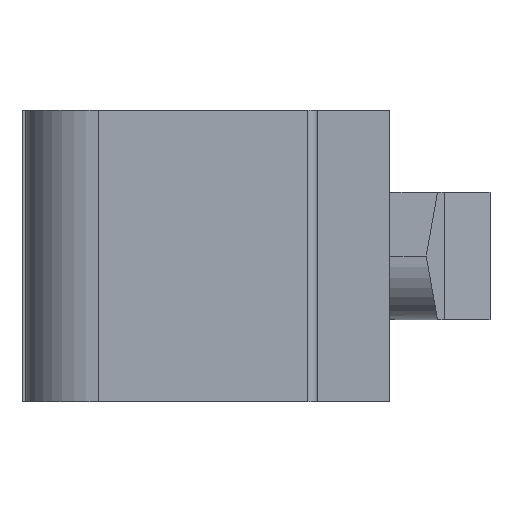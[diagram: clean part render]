
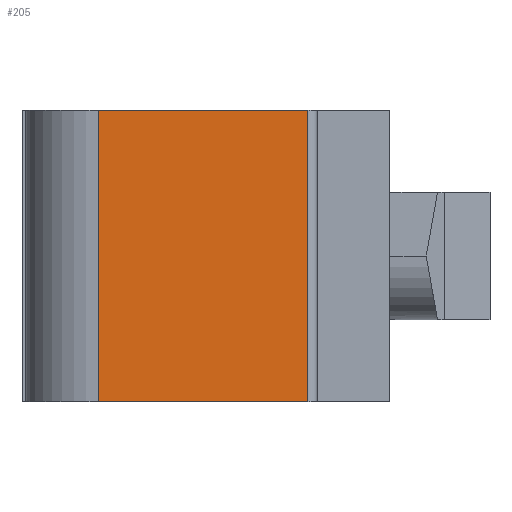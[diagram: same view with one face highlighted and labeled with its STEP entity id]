
A CAD part, left-side view. The second image highlights one B-rep face of the part: STEP entity #205.
In plain terms, the highlighted planar face has unit normal (-1, 0, 0).
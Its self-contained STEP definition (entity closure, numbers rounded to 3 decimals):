
#205 = ADVANCED_FACE( '', ( #491 ), #492, .F. );
#491 = FACE_OUTER_BOUND( '', #862, .T. );
#492 = PLANE( '', #863 );
#862 = EDGE_LOOP( '', ( #1399, #1400, #1401, #1402 ) );
#863 = AXIS2_PLACEMENT_3D( '', #1403, #1404, #1405 );
#1399 = ORIENTED_EDGE( '', *, *, #2357, .T. );
#1400 = ORIENTED_EDGE( '', *, *, #2358, .F. );
#1401 = ORIENTED_EDGE( '', *, *, #2359, .F. );
#1402 = ORIENTED_EDGE( '', *, *, #2360, .T. );
#1403 = CARTESIAN_POINT( '', ( -20., 16., 8. ) );
#1404 = DIRECTION( '', ( 1., 0., 0. ) );
#1405 = DIRECTION( '', ( 0., 0., -1. ) );
#2357 = EDGE_CURVE( '', #2889, #2890, #2891, .T. );
#2358 = EDGE_CURVE( '', #2892, #2890, #2893, .T. );
#2359 = EDGE_CURVE( '', #2894, #2892, #2895, .T. );
#2360 = EDGE_CURVE( '', #2894, #2889, #2896, .T. );
#2889 = VERTEX_POINT( '', #3616 );
#2890 = VERTEX_POINT( '', #3617 );
#2891 = LINE( '', #3618, #3619 );
#2892 = VERTEX_POINT( '', #3620 );
#2893 = LINE( '', #3621, #3622 );
#2894 = VERTEX_POINT( '', #3623 );
#2895 = LINE( '', #3624, #3625 );
#2896 = LINE( '', #3626, #3627 );
#3616 = CARTESIAN_POINT( '', ( -20., 16., -8. ) );
#3617 = CARTESIAN_POINT( '', ( -20., 4.5, -8. ) );
#3618 = CARTESIAN_POINT( '', ( -20., 16., -8. ) );
#3619 = VECTOR( '', #4445, 1000. );
#3620 = CARTESIAN_POINT( '', ( -20., 4.5, 8. ) );
#3621 = CARTESIAN_POINT( '', ( -20., 4.5, 8. ) );
#3622 = VECTOR( '', #4446, 1000. );
#3623 = CARTESIAN_POINT( '', ( -20., 16., 8. ) );
#3624 = CARTESIAN_POINT( '', ( -20., 16., 8. ) );
#3625 = VECTOR( '', #4447, 1000. );
#3626 = CARTESIAN_POINT( '', ( -20., 16., 8. ) );
#3627 = VECTOR( '', #4448, 1000. );
#4445 = DIRECTION( '', ( 0., -1., 0. ) );
#4446 = DIRECTION( '', ( 0., 0., -1. ) );
#4447 = DIRECTION( '', ( 0., -1., 0. ) );
#4448 = DIRECTION( '', ( 0., 0., -1. ) );
